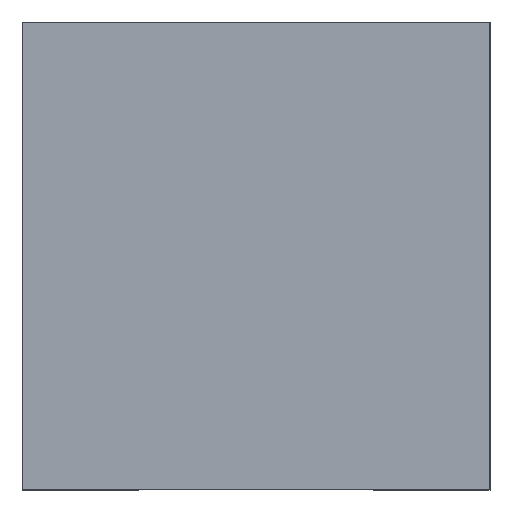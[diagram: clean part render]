
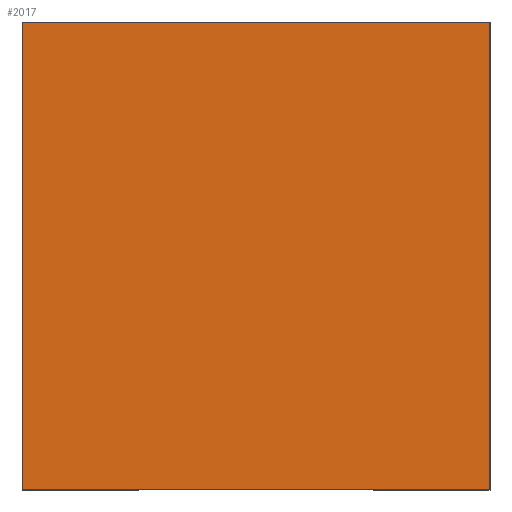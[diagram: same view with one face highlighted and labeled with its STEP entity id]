
A CAD part, left-side view. The second image highlights one B-rep face of the part: STEP entity #2017.
In plain terms, the highlighted planar face has unit normal (-1, 0, 0).
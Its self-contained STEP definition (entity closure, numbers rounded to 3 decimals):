
#62 = DIRECTION ( 'NONE',  ( 1., 0., 0. ) ) ;
#146 = CARTESIAN_POINT ( 'NONE',  ( 0., 0.55, -0.55 ) ) ;
#204 = DIRECTION ( 'NONE',  ( 0., -1., 0. ) ) ;
#254 = EDGE_CURVE ( 'NONE', #447, #2198, #2405, .T. ) ;
#263 = EDGE_LOOP ( 'NONE', ( #2300, #1307, #1922, #1094 ) ) ;
#391 = PLANE ( 'NONE',  #2382 ) ;
#426 = VECTOR ( 'NONE', #911, 1000. ) ;
#447 = VERTEX_POINT ( 'NONE', #1206 ) ;
#476 = CARTESIAN_POINT ( 'NONE',  ( 0., 0., 0. ) ) ;
#496 = VERTEX_POINT ( 'NONE', #703 ) ;
#588 = EDGE_CURVE ( 'NONE', #771, #496, #2012, .T. ) ;
#643 = VECTOR ( 'NONE', #2230, 1000. ) ;
#688 = EDGE_CURVE ( 'NONE', #771, #447, #758, .T. ) ;
#703 = CARTESIAN_POINT ( 'NONE',  ( 0., 0., -0.55 ) ) ;
#758 = LINE ( 'NONE', #1882, #426 ) ;
#771 = VERTEX_POINT ( 'NONE', #146 ) ;
#796 = CARTESIAN_POINT ( 'NONE',  ( 0., 0.55, 0. ) ) ;
#848 = CARTESIAN_POINT ( 'NONE',  ( 0., 0.55, 0. ) ) ;
#851 = VECTOR ( 'NONE', #2187, 1000. ) ;
#911 = DIRECTION ( 'NONE',  ( 0., 0., 1. ) ) ;
#1010 = EDGE_CURVE ( 'NONE', #496, #2198, #1945, .T. ) ;
#1094 = ORIENTED_EDGE ( 'NONE', *, *, #588, .T. ) ;
#1206 = CARTESIAN_POINT ( 'NONE',  ( 0., 0.55, 0. ) ) ;
#1232 = CARTESIAN_POINT ( 'NONE',  ( 0., 0., 0. ) ) ;
#1300 = VECTOR ( 'NONE', #204, 1000. ) ;
#1307 = ORIENTED_EDGE ( 'NONE', *, *, #254, .F. ) ;
#1882 = CARTESIAN_POINT ( 'NONE',  ( 0., 0.55, 0. ) ) ;
#1922 = ORIENTED_EDGE ( 'NONE', *, *, #688, .F. ) ;
#1945 = LINE ( 'NONE', #476, #851 ) ;
#2012 = LINE ( 'NONE', #2039, #643 ) ;
#2017 = ADVANCED_FACE ( 'NONE', ( #2278 ), #391, .F. ) ;
#2039 = CARTESIAN_POINT ( 'NONE',  ( 0., 0.55, -0.55 ) ) ;
#2187 = DIRECTION ( 'NONE',  ( 0., 0., 1. ) ) ;
#2198 = VERTEX_POINT ( 'NONE', #1232 ) ;
#2230 = DIRECTION ( 'NONE',  ( 0., -1., 0. ) ) ;
#2278 = FACE_OUTER_BOUND ( 'NONE', #263, .T. ) ;
#2300 = ORIENTED_EDGE ( 'NONE', *, *, #1010, .T. ) ;
#2382 = AXIS2_PLACEMENT_3D ( 'NONE', #848, #62, #2389 ) ;
#2389 = DIRECTION ( 'NONE',  ( 0., 0., -1. ) ) ;
#2405 = LINE ( 'NONE', #796, #1300 ) ;
